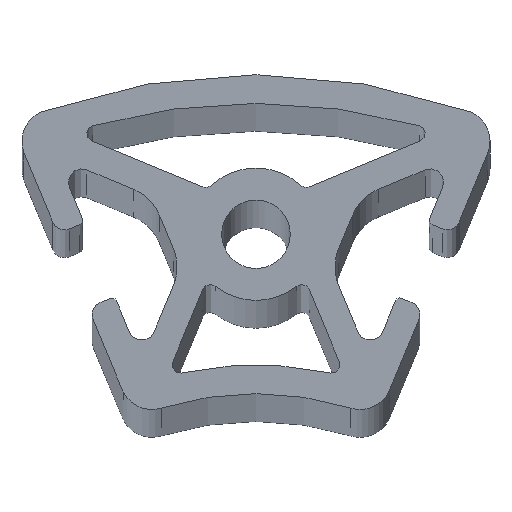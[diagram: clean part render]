
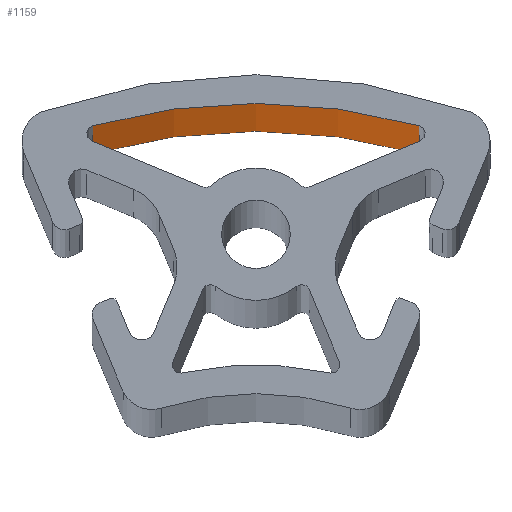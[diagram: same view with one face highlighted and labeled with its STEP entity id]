
A CAD part, top view. The second image highlights one B-rep face of the part: STEP entity #1159.
In plain terms, the highlighted cylindrical face has radius 38.2 mm (diameter 76.4 mm), a partial arc.
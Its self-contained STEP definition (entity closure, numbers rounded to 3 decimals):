
#51=FACE_OUTER_BOUND($,#111,.T.);
#111=EDGE_LOOP($,(#774,#775,#776,#777));
#182=LINE($,#1752,#289);
#183=LINE($,#1758,#290);
#289=VECTOR($,#1374,1000.);
#290=VECTOR($,#1381,1000.);
#395=CIRCLE($,#1229,38.2);
#396=CIRCLE($,#1230,38.2);
#469=VERTEX_POINT($,#1749);
#470=VERTEX_POINT($,#1751);
#471=VERTEX_POINT($,#1755);
#472=VERTEX_POINT($,#1757);
#591=EDGE_CURVE($,#469,#470,#182,.T.);
#593=EDGE_CURVE($,#471,#469,#395,.T.);
#594=EDGE_CURVE($,#471,#472,#183,.T.);
#595=EDGE_CURVE($,#470,#472,#396,.T.);
#774=ORIENTED_EDGE($,*,*,#593,.F.);
#775=ORIENTED_EDGE($,*,*,#594,.T.);
#776=ORIENTED_EDGE($,*,*,#595,.F.);
#777=ORIENTED_EDGE($,*,*,#591,.F.);
#1122=CYLINDRICAL_SURFACE($,#1228,38.2);
#1159=ADVANCED_FACE($,(#51),#1122,.F.);
#1228=AXIS2_PLACEMENT_3D($,#1754,#1377,#1378);
#1229=AXIS2_PLACEMENT_3D($,#1756,#1379,#1380);
#1230=AXIS2_PLACEMENT_3D($,#1759,#1382,#1383);
#1374=DIRECTION($,(0.,0.,1.));
#1377=DIRECTION('center_axis',(0.,0.,1.));
#1378=DIRECTION('ref_axis',(-0.268,-0.963,0.));
#1379=DIRECTION('center_axis',(0.,0.,1.));
#1380=DIRECTION('ref_axis',(-0.268,-0.963,0.));
#1381=DIRECTION($,(0.,0.,1.));
#1382=DIRECTION('center_axis',(0.,0.,-1.));
#1383=DIRECTION('ref_axis',(-0.268,-0.963,0.));
#1749=CARTESIAN_POINT('',(-4.438,18.28,0.));
#1751=CARTESIAN_POINT('',(-4.438,18.28,1000.));
#1752=CARTESIAN_POINT($,(-4.438,18.28,0.));
#1754=CARTESIAN_POINT('Origin',(5.808,-18.52,0.));
#1755=CARTESIAN_POINT('',(16.054,18.28,0.));
#1756=CARTESIAN_POINT('Origin',(5.808,-18.52,0.));
#1757=CARTESIAN_POINT('',(16.054,18.28,1000.));
#1758=CARTESIAN_POINT($,(16.054,18.28,0.));
#1759=CARTESIAN_POINT('Origin',(5.808,-18.52,1000.));
